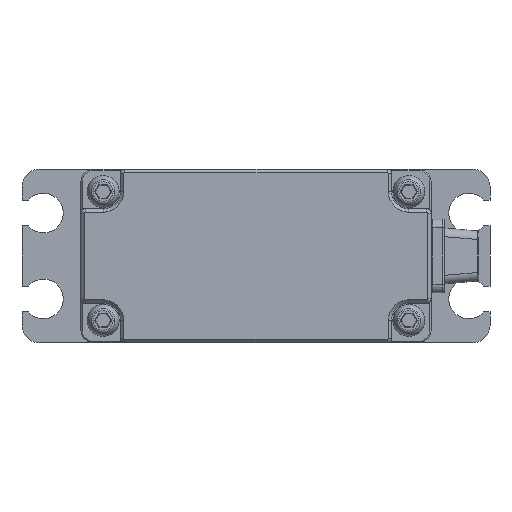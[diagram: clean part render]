
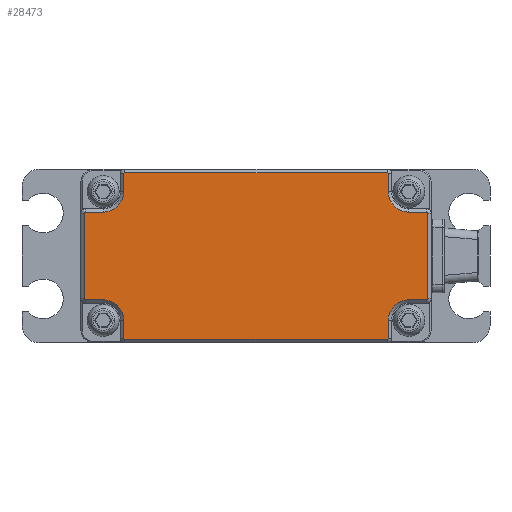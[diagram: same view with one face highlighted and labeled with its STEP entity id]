
A CAD part, front view. The second image highlights one B-rep face of the part: STEP entity #28473.
In plain terms, the highlighted planar face has unit normal (0, -1, 0).
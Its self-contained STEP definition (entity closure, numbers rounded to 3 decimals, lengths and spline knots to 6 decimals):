
#211=PLANE('',#30404);
#1135=LINE('',#53875,#3198);
#1136=LINE('',#53880,#3199);
#1137=LINE('',#53884,#3200);
#1138=LINE('',#53888,#3201);
#1139=LINE('',#53892,#3202);
#1140=LINE('',#53896,#3203);
#1141=LINE('',#53900,#3204);
#1142=LINE('',#53904,#3205);
#1143=LINE('',#53908,#3206);
#1144=LINE('',#53912,#3207);
#1145=LINE('',#53916,#3208);
#1146=LINE('',#53920,#3209);
#3198=VECTOR('',#34252,1.);
#3199=VECTOR('',#34255,1.);
#3200=VECTOR('',#34258,1.);
#3201=VECTOR('',#34261,1.);
#3202=VECTOR('',#34264,1.);
#3203=VECTOR('',#34267,1.);
#3204=VECTOR('',#34270,1.);
#3205=VECTOR('',#34273,1.);
#3206=VECTOR('',#34276,1.);
#3207=VECTOR('',#34279,1.);
#3208=VECTOR('',#34282,1.);
#3209=VECTOR('',#34285,1.);
#6519=ORIENTED_EDGE('',*,*,#14965,.T.);
#6520=ORIENTED_EDGE('',*,*,#14966,.T.);
#6521=ORIENTED_EDGE('',*,*,#14967,.T.);
#6522=ORIENTED_EDGE('',*,*,#14968,.T.);
#6523=ORIENTED_EDGE('',*,*,#14969,.T.);
#6524=ORIENTED_EDGE('',*,*,#14970,.T.);
#6525=ORIENTED_EDGE('',*,*,#14971,.T.);
#6526=ORIENTED_EDGE('',*,*,#14972,.T.);
#6527=ORIENTED_EDGE('',*,*,#14973,.T.);
#6528=ORIENTED_EDGE('',*,*,#14974,.T.);
#6529=ORIENTED_EDGE('',*,*,#14975,.T.);
#6530=ORIENTED_EDGE('',*,*,#14976,.T.);
#6531=ORIENTED_EDGE('',*,*,#14977,.T.);
#6532=ORIENTED_EDGE('',*,*,#14978,.T.);
#6533=ORIENTED_EDGE('',*,*,#14979,.T.);
#6534=ORIENTED_EDGE('',*,*,#14980,.T.);
#6535=ORIENTED_EDGE('',*,*,#14981,.T.);
#6536=ORIENTED_EDGE('',*,*,#14982,.T.);
#6537=ORIENTED_EDGE('',*,*,#14983,.T.);
#6538=ORIENTED_EDGE('',*,*,#14984,.T.);
#6539=ORIENTED_EDGE('',*,*,#14985,.T.);
#6540=ORIENTED_EDGE('',*,*,#14986,.T.);
#6541=ORIENTED_EDGE('',*,*,#14987,.T.);
#6542=ORIENTED_EDGE('',*,*,#14988,.T.);
#14965=EDGE_CURVE('',#19242,#19243,#1135,.T.);
#14966=EDGE_CURVE('',#19243,#19244,#22029,.T.);
#14967=EDGE_CURVE('',#19244,#19245,#1136,.T.);
#14968=EDGE_CURVE('',#19245,#19246,#22030,.T.);
#14969=EDGE_CURVE('',#19246,#19247,#1137,.T.);
#14970=EDGE_CURVE('',#19247,#19248,#22031,.T.);
#14971=EDGE_CURVE('',#19248,#19249,#1138,.T.);
#14972=EDGE_CURVE('',#19249,#19250,#22032,.T.);
#14973=EDGE_CURVE('',#19250,#19251,#1139,.T.);
#14974=EDGE_CURVE('',#19251,#19252,#22033,.T.);
#14975=EDGE_CURVE('',#19252,#19253,#1140,.T.);
#14976=EDGE_CURVE('',#19253,#19254,#22034,.T.);
#14977=EDGE_CURVE('',#19254,#19255,#1141,.T.);
#14978=EDGE_CURVE('',#19255,#19256,#22035,.T.);
#14979=EDGE_CURVE('',#19256,#19257,#1142,.T.);
#14980=EDGE_CURVE('',#19257,#19258,#22036,.T.);
#14981=EDGE_CURVE('',#19258,#19259,#1143,.T.);
#14982=EDGE_CURVE('',#19259,#19260,#22037,.T.);
#14983=EDGE_CURVE('',#19260,#19261,#1144,.T.);
#14984=EDGE_CURVE('',#19261,#19262,#22038,.T.);
#14985=EDGE_CURVE('',#19262,#19263,#1145,.T.);
#14986=EDGE_CURVE('',#19263,#19264,#22039,.T.);
#14987=EDGE_CURVE('',#19264,#19265,#1146,.T.);
#14988=EDGE_CURVE('',#19265,#19242,#22040,.T.);
#19242=VERTEX_POINT('',#53876);
#19243=VERTEX_POINT('',#53877);
#19244=VERTEX_POINT('',#53879);
#19245=VERTEX_POINT('',#53881);
#19246=VERTEX_POINT('',#53883);
#19247=VERTEX_POINT('',#53885);
#19248=VERTEX_POINT('',#53887);
#19249=VERTEX_POINT('',#53889);
#19250=VERTEX_POINT('',#53891);
#19251=VERTEX_POINT('',#53893);
#19252=VERTEX_POINT('',#53895);
#19253=VERTEX_POINT('',#53897);
#19254=VERTEX_POINT('',#53899);
#19255=VERTEX_POINT('',#53901);
#19256=VERTEX_POINT('',#53903);
#19257=VERTEX_POINT('',#53905);
#19258=VERTEX_POINT('',#53907);
#19259=VERTEX_POINT('',#53909);
#19260=VERTEX_POINT('',#53911);
#19261=VERTEX_POINT('',#53913);
#19262=VERTEX_POINT('',#53915);
#19263=VERTEX_POINT('',#53917);
#19264=VERTEX_POINT('',#53919);
#19265=VERTEX_POINT('',#53921);
#22029=CIRCLE('',#30405,0.0024);
#22030=CIRCLE('',#30406,0.0001);
#22031=CIRCLE('',#30407,0.0001);
#22032=CIRCLE('',#30408,0.0024);
#22033=CIRCLE('',#30409,0.0001);
#22034=CIRCLE('',#30410,0.0001);
#22035=CIRCLE('',#30411,0.0024);
#22036=CIRCLE('',#30412,0.0001);
#22037=CIRCLE('',#30413,0.0001);
#22038=CIRCLE('',#30414,0.0024);
#22039=CIRCLE('',#30415,0.0001);
#22040=CIRCLE('',#30416,0.0001);
#23910=EDGE_LOOP('',(#6519,#6520,#6521,#6522,#6523,#6524,#6525,#6526,#6527,
#6528,#6529,#6530,#6531,#6532,#6533,#6534,#6535,#6536,#6537,#6538,#6539,
#6540,#6541,#6542));
#25803=FACE_BOUND('',#23910,.T.);
#28473=ADVANCED_FACE('',(#25803),#211,.F.);
#30404=AXIS2_PLACEMENT_3D('',#53874,#34250,#34251);
#30405=AXIS2_PLACEMENT_3D('',#53878,#34253,#34254);
#30406=AXIS2_PLACEMENT_3D('',#53882,#34256,#34257);
#30407=AXIS2_PLACEMENT_3D('',#53886,#34259,#34260);
#30408=AXIS2_PLACEMENT_3D('',#53890,#34262,#34263);
#30409=AXIS2_PLACEMENT_3D('',#53894,#34265,#34266);
#30410=AXIS2_PLACEMENT_3D('',#53898,#34268,#34269);
#30411=AXIS2_PLACEMENT_3D('',#53902,#34271,#34272);
#30412=AXIS2_PLACEMENT_3D('',#53906,#34274,#34275);
#30413=AXIS2_PLACEMENT_3D('',#53910,#34277,#34278);
#30414=AXIS2_PLACEMENT_3D('',#53914,#34280,#34281);
#30415=AXIS2_PLACEMENT_3D('',#53918,#34283,#34284);
#30416=AXIS2_PLACEMENT_3D('',#53922,#34286,#34287);
#34250=DIRECTION('',(0.,1.,0.));
#34251=DIRECTION('',(1.,0.,0.));
#34252=DIRECTION('',(0.,0.,1.));
#34253=DIRECTION('',(0.,1.,0.));
#34254=DIRECTION('',(-1.,0.,0.));
#34255=DIRECTION('',(1.,0.,0.));
#34256=DIRECTION('',(0.,-1.,0.));
#34257=DIRECTION('',(0.,0.,-1.));
#34258=DIRECTION('',(0.,0.,1.));
#34259=DIRECTION('',(0.,-1.,0.));
#34260=DIRECTION('',(1.,0.,0.));
#34261=DIRECTION('',(-1.,0.,0.));
#34262=DIRECTION('',(0.,1.,0.));
#34263=DIRECTION('',(0.,0.,-1.));
#34264=DIRECTION('',(0.,0.,1.));
#34265=DIRECTION('',(0.,-1.,0.));
#34266=DIRECTION('',(1.,0.,0.));
#34267=DIRECTION('',(-1.,0.,0.));
#34268=DIRECTION('',(0.,-1.,0.));
#34269=DIRECTION('',(0.,0.,1.));
#34270=DIRECTION('',(0.,0.,-1.));
#34271=DIRECTION('',(0.,1.,0.));
#34272=DIRECTION('',(1.,0.,0.));
#34273=DIRECTION('',(-1.,0.,0.));
#34274=DIRECTION('',(0.,-1.,0.));
#34275=DIRECTION('',(0.,0.,1.));
#34276=DIRECTION('',(0.,0.,-1.));
#34277=DIRECTION('',(0.,-1.,0.));
#34278=DIRECTION('',(-1.,0.,0.));
#34279=DIRECTION('',(1.,0.,0.));
#34280=DIRECTION('',(0.,1.,0.));
#34281=DIRECTION('',(0.,0.,1.));
#34282=DIRECTION('',(0.,0.,-1.));
#34283=DIRECTION('',(0.,-1.,0.));
#34284=DIRECTION('',(-1.,0.,0.));
#34285=DIRECTION('',(1.,0.,0.));
#34286=DIRECTION('',(0.,-1.,0.));
#34287=DIRECTION('',(0.,0.,-1.));
#53874=CARTESIAN_POINT('',(0.,-0.0025,0.));
#53875=CARTESIAN_POINT('',(0.0154,-0.0025,-0.0096));
#53876=CARTESIAN_POINT('',(0.0154,-0.0025,-0.0096));
#53877=CARTESIAN_POINT('',(0.0154,-0.0025,-0.0075));
#53878=CARTESIAN_POINT('',(0.0178,-0.0025,-0.0075));
#53879=CARTESIAN_POINT('',(0.0178,-0.0025,-0.0051));
#53880=CARTESIAN_POINT('',(0.0178,-0.0025,-0.0051));
#53881=CARTESIAN_POINT('',(0.0199,-0.0025,-0.0051));
#53882=CARTESIAN_POINT('',(0.0199,-0.0025,-0.005));
#53883=CARTESIAN_POINT('',(0.02,-0.0025,-0.005));
#53884=CARTESIAN_POINT('',(0.02,-0.0025,-0.005));
#53885=CARTESIAN_POINT('',(0.02,-0.0025,0.005));
#53886=CARTESIAN_POINT('',(0.0199,-0.0025,0.005));
#53887=CARTESIAN_POINT('',(0.0199,-0.0025,0.0051));
#53888=CARTESIAN_POINT('',(0.0199,-0.0025,0.0051));
#53889=CARTESIAN_POINT('',(0.0178,-0.0025,0.0051));
#53890=CARTESIAN_POINT('',(0.0178,-0.0025,0.0075));
#53891=CARTESIAN_POINT('',(0.0154,-0.0025,0.0075));
#53892=CARTESIAN_POINT('',(0.0154,-0.0025,0.));
#53893=CARTESIAN_POINT('',(0.0154,-0.0025,0.0096));
#53894=CARTESIAN_POINT('',(0.0153,-0.0025,0.0096));
#53895=CARTESIAN_POINT('',(0.0153,-0.0025,0.0097));
#53896=CARTESIAN_POINT('',(0.0153,-0.0025,0.0097));
#53897=CARTESIAN_POINT('',(-0.0153,-0.0025,0.0097));
#53898=CARTESIAN_POINT('',(-0.0153,-0.0025,0.0096));
#53899=CARTESIAN_POINT('',(-0.0154,-0.0025,0.0096));
#53900=CARTESIAN_POINT('',(-0.0154,-0.0025,0.0096));
#53901=CARTESIAN_POINT('',(-0.0154,-0.0025,0.0075));
#53902=CARTESIAN_POINT('',(-0.0178,-0.0025,0.0075));
#53903=CARTESIAN_POINT('',(-0.0178,-0.0025,0.0051));
#53904=CARTESIAN_POINT('',(0.,-0.0025,0.0051));
#53905=CARTESIAN_POINT('',(-0.0199,-0.0025,0.0051));
#53906=CARTESIAN_POINT('',(-0.0199,-0.0025,0.005));
#53907=CARTESIAN_POINT('',(-0.02,-0.0025,0.005));
#53908=CARTESIAN_POINT('',(-0.02,-0.0025,0.005));
#53909=CARTESIAN_POINT('',(-0.02,-0.0025,-0.005));
#53910=CARTESIAN_POINT('',(-0.0199,-0.0025,-0.005));
#53911=CARTESIAN_POINT('',(-0.0199,-0.0025,-0.0051));
#53912=CARTESIAN_POINT('',(0.,-0.0025,-0.0051));
#53913=CARTESIAN_POINT('',(-0.0178,-0.0025,-0.0051));
#53914=CARTESIAN_POINT('',(-0.0178,-0.0025,-0.0075));
#53915=CARTESIAN_POINT('',(-0.0154,-0.0025,-0.0075));
#53916=CARTESIAN_POINT('',(-0.0154,-0.0025,0.));
#53917=CARTESIAN_POINT('',(-0.0154,-0.0025,-0.0096));
#53918=CARTESIAN_POINT('',(-0.0153,-0.0025,-0.0096));
#53919=CARTESIAN_POINT('',(-0.0153,-0.0025,-0.0097));
#53920=CARTESIAN_POINT('',(-0.0153,-0.0025,-0.0097));
#53921=CARTESIAN_POINT('',(0.0153,-0.0025,-0.0097));
#53922=CARTESIAN_POINT('',(0.0153,-0.0025,-0.0096));
